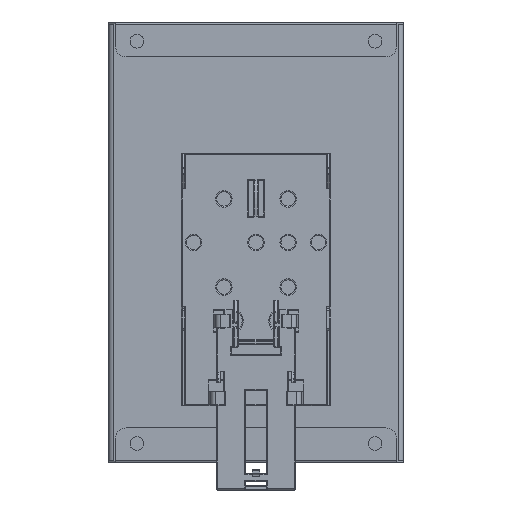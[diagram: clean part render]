
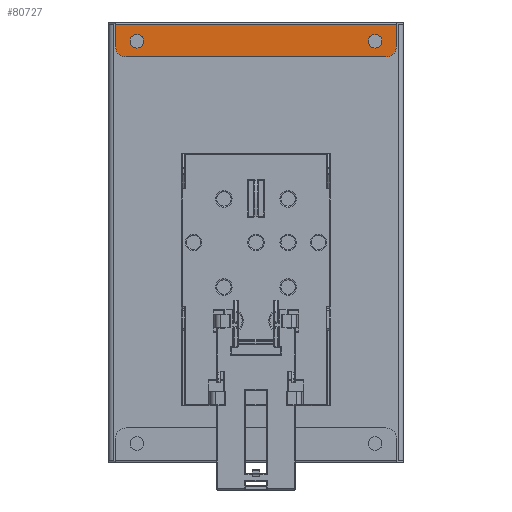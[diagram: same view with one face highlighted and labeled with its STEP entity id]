
A CAD part, front view. The second image highlights one B-rep face of the part: STEP entity #80727.
In plain terms, the highlighted planar face has unit normal (0, -1, 0).
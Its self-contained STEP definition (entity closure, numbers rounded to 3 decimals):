
#20011=DIRECTION('',(1.,0.,0.));
#20012=VECTOR('',#20011,78.8);
#20013=CARTESIAN_POINT('',(-39.4,-0.6,0.));
#20014=LINE('',#20013,#20012);
#20015=DIRECTION('',(0.,0.,-1.));
#20016=VECTOR('',#20015,6.2);
#20017=CARTESIAN_POINT('',(39.4,-0.6,0.));
#20018=LINE('',#20017,#20016);
#20019=CARTESIAN_POINT('',(36.4,-0.6,-6.2));
#20020=DIRECTION('',(0.,1.,0.));
#20021=DIRECTION('',(1.,0.,0.));
#20022=AXIS2_PLACEMENT_3D('',#20019,#20020,#20021);
#20024=CARTESIAN_POINT('',(-36.4,-0.6,-6.2));
#20025=DIRECTION('',(0.,1.,0.));
#20026=DIRECTION('',(0.,0.,-1.));
#20027=AXIS2_PLACEMENT_3D('',#20024,#20025,#20026);
#20029=DIRECTION('',(0.,0.,1.));
#20030=VECTOR('',#20029,6.2);
#20031=CARTESIAN_POINT('',(-39.4,-0.6,-6.2));
#20032=LINE('',#20031,#20030);
#20033=CARTESIAN_POINT('',(-33.4,-0.6,-4.8));
#20034=DIRECTION('',(0.,-1.,0.));
#20035=DIRECTION('',(0.,0.,-1.));
#20036=AXIS2_PLACEMENT_3D('',#20033,#20034,#20035);
#20038=CARTESIAN_POINT('',(-33.4,-0.6,-4.8));
#20039=DIRECTION('',(0.,-1.,0.));
#20040=DIRECTION('',(0.,0.,1.));
#20041=AXIS2_PLACEMENT_3D('',#20038,#20039,#20040);
#20043=CARTESIAN_POINT('',(33.4,-0.6,-4.8));
#20044=DIRECTION('',(0.,-1.,0.));
#20045=DIRECTION('',(0.,0.,-1.));
#20046=AXIS2_PLACEMENT_3D('',#20043,#20044,#20045);
#20048=CARTESIAN_POINT('',(33.4,-0.6,-4.8));
#20049=DIRECTION('',(0.,-1.,0.));
#20050=DIRECTION('',(0.,0.,1.));
#20051=AXIS2_PLACEMENT_3D('',#20048,#20049,#20050);
#20057=DIRECTION('',(1.,0.,0.));
#20058=VECTOR('',#20057,72.8);
#20059=CARTESIAN_POINT('',(-36.4,-0.6,-9.2));
#20060=LINE('',#20059,#20058);
#37024=CARTESIAN_POINT('',(-39.4,-0.6,0.));
#37026=VERTEX_POINT('',#37024);
#37031=CARTESIAN_POINT('',(39.4,-0.6,0.));
#37033=VERTEX_POINT('',#37031);
#38167=CARTESIAN_POINT('',(-33.4,-0.6,-6.7));
#38168=CARTESIAN_POINT('',(-33.4,-0.6,-2.9));
#38169=VERTEX_POINT('',#38167);
#38170=VERTEX_POINT('',#38168);
#38171=CARTESIAN_POINT('',(33.4,-0.6,-6.7));
#38172=CARTESIAN_POINT('',(33.4,-0.6,-2.9));
#38173=VERTEX_POINT('',#38171);
#38174=VERTEX_POINT('',#38172);
#38175=CARTESIAN_POINT('',(39.4,-0.6,-6.2));
#38176=VERTEX_POINT('',#38175);
#38177=CARTESIAN_POINT('',(36.4,-0.6,-9.2));
#38178=VERTEX_POINT('',#38177);
#38179=CARTESIAN_POINT('',(-36.4,-0.6,-9.2));
#38180=VERTEX_POINT('',#38179);
#38181=CARTESIAN_POINT('',(-39.4,-0.6,-6.2));
#38182=VERTEX_POINT('',#38181);
#80699=CARTESIAN_POINT('',(0.,-0.6,-4.6));
#80700=DIRECTION('',(0.,1.,0.));
#80701=DIRECTION('',(0.,0.,1.));
#80702=AXIS2_PLACEMENT_3D('',#80699,#80700,#80701);
#80703=PLANE('',#80702);
#80704=ORIENTED_EDGE('',*,*,#80685,.T.);
#80705=ORIENTED_EDGE('',*,*,#50357,.T.);
#80707=ORIENTED_EDGE('',*,*,#80706,.T.);
#80709=ORIENTED_EDGE('',*,*,#80708,.F.);
#80711=ORIENTED_EDGE('',*,*,#80710,.T.);
#80712=ORIENTED_EDGE('',*,*,#50854,.T.);
#80713=EDGE_LOOP('',(#80704,#80705,#80707,#80709,#80711,#80712));
#80714=FACE_OUTER_BOUND('',#80713,.F.);
#80716=ORIENTED_EDGE('',*,*,#80715,.T.);
#80718=ORIENTED_EDGE('',*,*,#80717,.T.);
#80719=EDGE_LOOP('',(#80716,#80718));
#80720=FACE_BOUND('',#80719,.F.);
#80722=ORIENTED_EDGE('',*,*,#80721,.T.);
#80724=ORIENTED_EDGE('',*,*,#80723,.T.);
#80725=EDGE_LOOP('',(#80722,#80724));
#80726=FACE_BOUND('',#80725,.F.);
#80727=ADVANCED_FACE('',(#80714,#80720,#80726),#80703,.F.);
#20023=CIRCLE('',#20022,3.);
#20028=CIRCLE('',#20027,3.);
#20037=CIRCLE('',#20036,1.9);
#20042=CIRCLE('',#20041,1.9);
#20047=CIRCLE('',#20046,1.9);
#20052=CIRCLE('',#20051,1.9);
#50357=EDGE_CURVE('',#37033,#38176,#20018,.T.);
#50854=EDGE_CURVE('',#38182,#37026,#20032,.T.);
#80685=EDGE_CURVE('',#37026,#37033,#20014,.T.);
#80706=EDGE_CURVE('',#38176,#38178,#20023,.T.);
#80708=EDGE_CURVE('',#38180,#38178,#20060,.T.);
#80710=EDGE_CURVE('',#38180,#38182,#20028,.T.);
#80715=EDGE_CURVE('',#38169,#38170,#20037,.T.);
#80717=EDGE_CURVE('',#38170,#38169,#20042,.T.);
#80721=EDGE_CURVE('',#38173,#38174,#20047,.T.);
#80723=EDGE_CURVE('',#38174,#38173,#20052,.T.);
